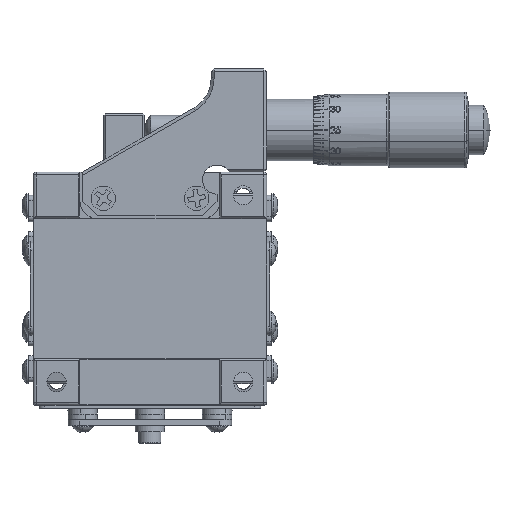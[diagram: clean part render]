
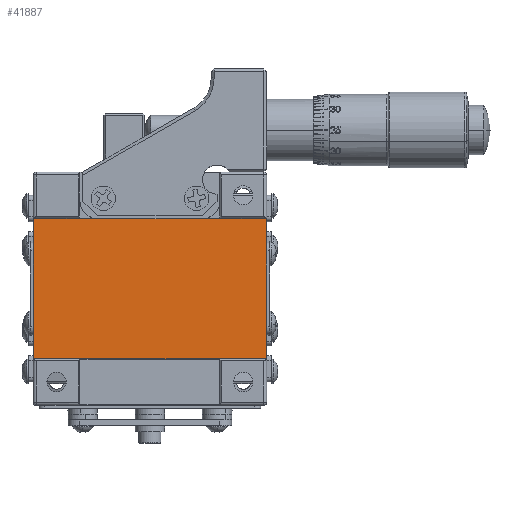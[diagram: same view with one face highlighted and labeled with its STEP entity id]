
A CAD part, front view. The second image highlights one B-rep face of the part: STEP entity #41887.
In plain terms, the highlighted planar face has unit normal (0, -1, 0).
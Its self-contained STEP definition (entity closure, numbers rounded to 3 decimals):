
#1232 = VECTOR ( 'NONE', #35064, 1000. ) ;
#2003 = EDGE_CURVE ( 'NONE', #2439, #45072, #17334, .T. ) ;
#2207 = CARTESIAN_POINT ( 'NONE',  ( 9.231, -13.503, 12. ) ) ;
#2439 = VERTEX_POINT ( 'NONE', #43537 ) ;
#3122 = ORIENTED_EDGE ( 'NONE', *, *, #10292, .T. ) ;
#3556 = CARTESIAN_POINT ( 'NONE',  ( -19.728, -13.503, 12. ) ) ;
#3958 = DIRECTION ( 'NONE',  ( 0., 0., 1. ) ) ;
#6742 = CARTESIAN_POINT ( 'NONE',  ( 20.231, -13.503, -12. ) ) ;
#7262 = DIRECTION ( 'NONE',  ( -1., 0., 0. ) ) ;
#7858 = FACE_OUTER_BOUND ( 'NONE', #11056, .T. ) ;
#8639 = CARTESIAN_POINT ( 'NONE',  ( 20.231, -13.503, -12. ) ) ;
#9441 = VERTEX_POINT ( 'NONE', #33734 ) ;
#10292 = EDGE_CURVE ( 'NONE', #45072, #43927, #32305, .T. ) ;
#11056 = EDGE_LOOP ( 'NONE', ( #27277, #20736, #12607, #3122, #30412, #43033 ) ) ;
#11621 = LINE ( 'NONE', #3556, #1232 ) ;
#12607 = ORIENTED_EDGE ( 'NONE', *, *, #2003, .T. ) ;
#12989 = VERTEX_POINT ( 'NONE', #35643 ) ;
#16458 = DIRECTION ( 'NONE',  ( 1., 0., 0. ) ) ;
#17155 = VECTOR ( 'NONE', #33512, 1000. ) ;
#17334 = LINE ( 'NONE', #37542, #17155 ) ;
#20736 = ORIENTED_EDGE ( 'NONE', *, *, #43745, .T. ) ;
#21280 = PLANE ( 'NONE',  #48912 ) ;
#22057 = VERTEX_POINT ( 'NONE', #28314 ) ;
#22131 = VECTOR ( 'NONE', #49904, 1000. ) ;
#27277 = ORIENTED_EDGE ( 'NONE', *, *, #29224, .F. ) ;
#28314 = CARTESIAN_POINT ( 'NONE',  ( -19.728, -13.503, -12. ) ) ;
#29212 = LINE ( 'NONE', #45605, #22131 ) ;
#29224 = EDGE_CURVE ( 'NONE', #12989, #22057, #35803, .T. ) ;
#30412 = ORIENTED_EDGE ( 'NONE', *, *, #38467, .T. ) ;
#32242 = LINE ( 'NONE', #49413, #37021 ) ;
#32305 = LINE ( 'NONE', #49745, #44237 ) ;
#33512 = DIRECTION ( 'NONE',  ( -1., 0., 0. ) ) ;
#33734 = CARTESIAN_POINT ( 'NONE',  ( -19.728, -13.503, 12. ) ) ;
#35064 = DIRECTION ( 'NONE',  ( 0., 0., -1. ) ) ;
#35643 = CARTESIAN_POINT ( 'NONE',  ( 20.189, -13.503, -12. ) ) ;
#35803 = LINE ( 'NONE', #6742, #51592 ) ;
#37021 = VECTOR ( 'NONE', #3958, 1000. ) ;
#37542 = CARTESIAN_POINT ( 'NONE',  ( 20.231, -13.503, 12. ) ) ;
#38467 = EDGE_CURVE ( 'NONE', #43927, #9441, #29212, .T. ) ;
#39163 = CARTESIAN_POINT ( 'NONE',  ( -8.769, -13.503, 12. ) ) ;
#41887 = ADVANCED_FACE ( 'NONE', ( #7858 ), #21280, .F. ) ;
#43033 = ORIENTED_EDGE ( 'NONE', *, *, #48165, .T. ) ;
#43537 = CARTESIAN_POINT ( 'NONE',  ( 20.189, -13.503, 12. ) ) ;
#43745 = EDGE_CURVE ( 'NONE', #12989, #2439, #32242, .T. ) ;
#43927 = VERTEX_POINT ( 'NONE', #39163 ) ;
#44237 = VECTOR ( 'NONE', #49210, 1000. ) ;
#45072 = VERTEX_POINT ( 'NONE', #2207 ) ;
#45605 = CARTESIAN_POINT ( 'NONE',  ( 20.231, -13.503, 12. ) ) ;
#48165 = EDGE_CURVE ( 'NONE', #9441, #22057, #11621, .T. ) ;
#48912 = AXIS2_PLACEMENT_3D ( 'NONE', #8639, #49019, #16458 ) ;
#49019 = DIRECTION ( 'NONE',  ( 0., 1., 0. ) ) ;
#49210 = DIRECTION ( 'NONE',  ( -1., 0., 0. ) ) ;
#49413 = CARTESIAN_POINT ( 'NONE',  ( 20.189, -13.503, -12. ) ) ;
#49745 = CARTESIAN_POINT ( 'NONE',  ( 20.231, -13.503, 12. ) ) ;
#49904 = DIRECTION ( 'NONE',  ( -1., 0., 0. ) ) ;
#51592 = VECTOR ( 'NONE', #7262, 1000. ) ;
